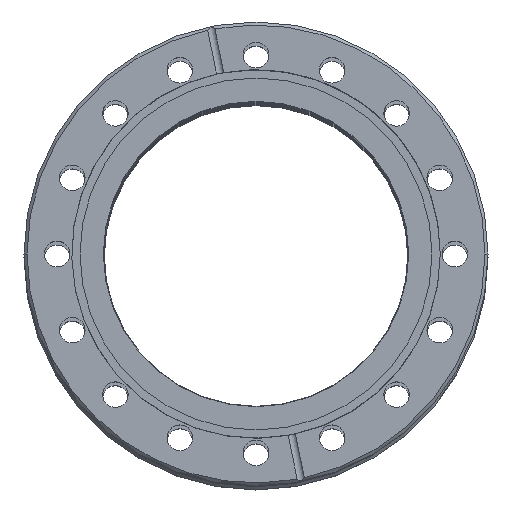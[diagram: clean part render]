
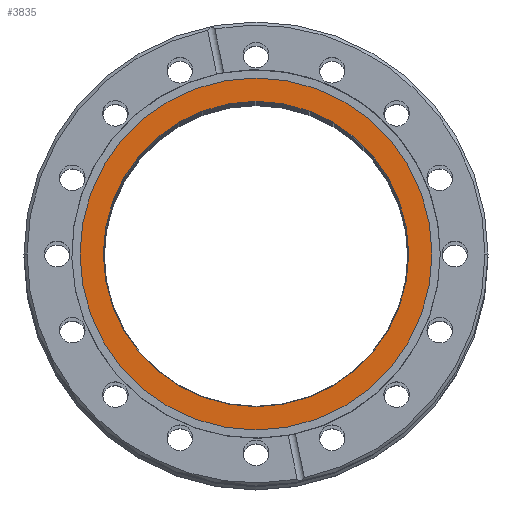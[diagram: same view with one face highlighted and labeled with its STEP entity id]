
A CAD part, top view. The second image highlights one B-rep face of the part: STEP entity #3835.
In plain terms, the highlighted planar face has unit normal (0, 0, 1).
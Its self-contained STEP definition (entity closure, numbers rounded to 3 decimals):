
#3835 = ADVANCED_FACE ( 'NONE', ( #13026, #13256 ), #23312, .F. ) ;
#5001 = CARTESIAN_POINT ( 'NONE',  ( 50., 0., -1.2 ) ) ;
#5026 = CARTESIAN_POINT ( 'NONE',  ( -57.65, 0., -1.2 ) ) ;
#5068 = CARTESIAN_POINT ( 'NONE',  ( 57.65, 0., -1.2 ) ) ;
#5825 = CARTESIAN_POINT ( 'NONE',  ( -50., 0., -1.2 ) ) ;
#9880 = DIRECTION ( 'NONE',  ( -1., 0., 0. ) ) ;
#13026 = FACE_BOUND ( 'NONE', #28934, .T. ) ;
#13256 = FACE_OUTER_BOUND ( 'NONE', #28061, .T. ) ;
#15607 = CIRCLE ( 'NONE', #25612, 57.65 ) ;
#15871 = CIRCLE ( 'NONE', #25654, 50. ) ;
#15970 = CIRCLE ( 'NONE', #25621, 50. ) ;
#15985 = CIRCLE ( 'NONE', #25645, 57.65 ) ;
#20725 = AXIS2_PLACEMENT_3D ( 'NONE', #22598, #23305, #9880 ) ;
#22440 = VERTEX_POINT ( 'NONE', #5001 ) ;
#22465 = VERTEX_POINT ( 'NONE', #5026 ) ;
#22507 = VERTEX_POINT ( 'NONE', #5068 ) ;
#22598 = CARTESIAN_POINT ( 'NONE',  ( 0., 0., -1.2 ) ) ;
#23305 = DIRECTION ( 'NONE',  ( 0., 0., -1. ) ) ;
#23312 = PLANE ( 'NONE',  #20725 ) ;
#23861 = VERTEX_POINT ( 'NONE', #5825 ) ;
#25612 = AXIS2_PLACEMENT_3D ( 'NONE', #37976, #37977, #37978 ) ;
#25621 = AXIS2_PLACEMENT_3D ( 'NONE', #38050, #38053, #38054 ) ;
#25645 = AXIS2_PLACEMENT_3D ( 'NONE', #38080, #38081, #38082 ) ;
#25654 = AXIS2_PLACEMENT_3D ( 'NONE', #38114, #38116, #38117 ) ;
#27377 = ORIENTED_EDGE ( 'NONE', *, *, #41776, .F. ) ;
#27489 = ORIENTED_EDGE ( 'NONE', *, *, #41754, .F. ) ;
#27491 = ORIENTED_EDGE ( 'NONE', *, *, #41764, .F. ) ;
#27689 = ORIENTED_EDGE ( 'NONE', *, *, #41736, .F. ) ;
#28061 = EDGE_LOOP ( 'NONE', ( #27689, #27491 ) ) ;
#28934 = EDGE_LOOP ( 'NONE', ( #27489, #27377 ) ) ;
#37976 = CARTESIAN_POINT ( 'NONE',  ( 0., 0., -1.2 ) ) ;
#37977 = DIRECTION ( 'NONE',  ( 0., 0., -1. ) ) ;
#37978 = DIRECTION ( 'NONE',  ( -1., 0., 0. ) ) ;
#38050 = CARTESIAN_POINT ( 'NONE',  ( 0., 0., -1.2 ) ) ;
#38053 = DIRECTION ( 'NONE',  ( 0., 0., 1. ) ) ;
#38054 = DIRECTION ( 'NONE',  ( 1., 0., 0. ) ) ;
#38080 = CARTESIAN_POINT ( 'NONE',  ( 0., 0., -1.2 ) ) ;
#38081 = DIRECTION ( 'NONE',  ( 0., 0., -1. ) ) ;
#38082 = DIRECTION ( 'NONE',  ( -1., 0., 0. ) ) ;
#38114 = CARTESIAN_POINT ( 'NONE',  ( 0., 0., -1.2 ) ) ;
#38116 = DIRECTION ( 'NONE',  ( 0., 0., 1. ) ) ;
#38117 = DIRECTION ( 'NONE',  ( 1., 0., 0. ) ) ;
#41736 = EDGE_CURVE ( 'NONE', #22465, #22507, #15607, .T. ) ;
#41754 = EDGE_CURVE ( 'NONE', #22440, #23861, #15970, .T. ) ;
#41764 = EDGE_CURVE ( 'NONE', #22507, #22465, #15985, .T. ) ;
#41776 = EDGE_CURVE ( 'NONE', #23861, #22440, #15871, .T. ) ;
